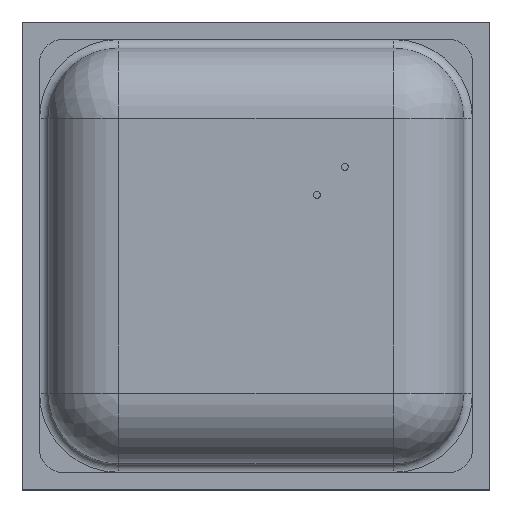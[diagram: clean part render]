
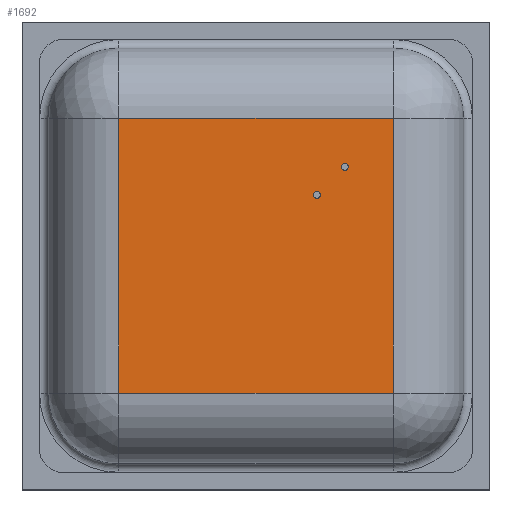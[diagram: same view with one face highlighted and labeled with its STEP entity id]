
A CAD part, top view. The second image highlights one B-rep face of the part: STEP entity #1692.
In plain terms, the highlighted planar face has unit normal (0, 0, 1).
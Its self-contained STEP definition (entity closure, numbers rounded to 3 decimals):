
#63=FACE_BOUND('',#356,.T.);
#64=FACE_BOUND('',#357,.T.);
#70=CIRCLE('',#1930,0.015);
#72=CIRCLE('',#1934,0.015);
#248=FACE_OUTER_BOUND('',#355,.T.);
#355=EDGE_LOOP('',(#1393,#1394,#1395,#1396));
#356=EDGE_LOOP('',(#1397));
#357=EDGE_LOOP('',(#1398));
#512=LINE('',#2845,#690);
#514=LINE('',#2853,#692);
#516=LINE('',#2863,#694);
#518=LINE('',#2872,#696);
#690=VECTOR('',#2319,10.);
#692=VECTOR('',#2327,10.);
#694=VECTOR('',#2339,10.);
#696=VECTOR('',#2351,10.);
#825=VERTEX_POINT('',#2824);
#827=VERTEX_POINT('',#2831);
#829=VERTEX_POINT('',#2838);
#832=VERTEX_POINT('',#2843);
#835=VERTEX_POINT('',#2851);
#838=VERTEX_POINT('',#2861);
#1001=EDGE_CURVE('',#825,#825,#70,.T.);
#1004=EDGE_CURVE('',#827,#827,#72,.T.);
#1010=EDGE_CURVE('',#832,#829,#512,.T.);
#1014=EDGE_CURVE('',#835,#832,#514,.T.);
#1019=EDGE_CURVE('',#838,#835,#516,.T.);
#1024=EDGE_CURVE('',#829,#838,#518,.T.);
#1393=ORIENTED_EDGE('',*,*,#1010,.F.);
#1394=ORIENTED_EDGE('',*,*,#1014,.F.);
#1395=ORIENTED_EDGE('',*,*,#1019,.F.);
#1396=ORIENTED_EDGE('',*,*,#1024,.F.);
#1397=ORIENTED_EDGE('',*,*,#1001,.T.);
#1398=ORIENTED_EDGE('',*,*,#1004,.T.);
#1599=PLANE('',#1963);
#1692=ADVANCED_FACE('',(#248,#63,#64),#1599,.T.);
#1930=AXIS2_PLACEMENT_3D('',#2825,#2296,#2297);
#1934=AXIS2_PLACEMENT_3D('',#2832,#2305,#2306);
#1963=AXIS2_PLACEMENT_3D('',#2895,#2379,#2380);
#2296=DIRECTION('center_axis',(0.,0.,-1.));
#2297=DIRECTION('ref_axis',(-1.,0.,0.));
#2305=DIRECTION('center_axis',(0.,0.,-1.));
#2306=DIRECTION('ref_axis',(-1.,0.,0.));
#2319=DIRECTION('',(0.,-1.,0.));
#2327=DIRECTION('',(1.,0.,0.));
#2339=DIRECTION('',(0.,1.,0.));
#2351=DIRECTION('',(-1.,0.,0.));
#2379=DIRECTION('center_axis',(0.,0.,1.));
#2380=DIRECTION('ref_axis',(-1.,0.,0.));
#2824=CARTESIAN_POINT('',(1.275,1.26,0.8));
#2825=CARTESIAN_POINT('Origin',(1.26,1.26,0.8));
#2831=CARTESIAN_POINT('',(1.395,1.38,0.8));
#2832=CARTESIAN_POINT('Origin',(1.38,1.38,0.8));
#2838=CARTESIAN_POINT('',(1.588,0.413,0.8));
#2843=CARTESIAN_POINT('',(1.588,1.588,0.8));
#2845=CARTESIAN_POINT('',(1.588,0.706,0.8));
#2851=CARTESIAN_POINT('',(0.413,1.588,0.8));
#2853=CARTESIAN_POINT('',(1.294,1.588,0.8));
#2861=CARTESIAN_POINT('',(0.413,0.413,0.8));
#2863=CARTESIAN_POINT('',(0.413,1.294,0.8));
#2872=CARTESIAN_POINT('',(0.706,0.413,0.8));
#2895=CARTESIAN_POINT('Origin',(1.,1.,0.8));
